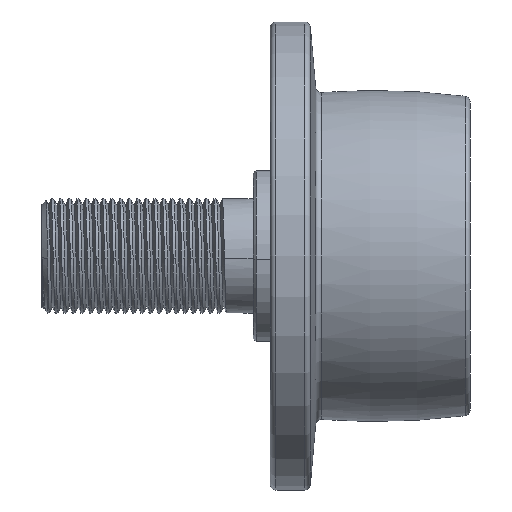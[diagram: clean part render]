
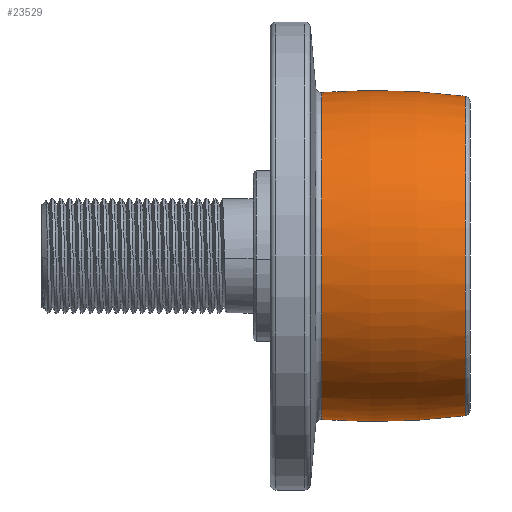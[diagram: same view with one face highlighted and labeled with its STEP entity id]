
A CAD part, front view. The second image highlights one B-rep face of the part: STEP entity #23529.
In plain terms, the highlighted toroidal (fillet/blend) face has major radius 96 mm and minor radius 125 mm.
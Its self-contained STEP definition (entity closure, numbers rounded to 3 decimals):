
#1022 = DIRECTION ( 'NONE',  ( 0., 0., -1. ) ) ;
#1267 = FACE_OUTER_BOUND ( 'NONE', #14841, .T. ) ;
#1445 = DIRECTION ( 'NONE',  ( 0., 0., 1. ) ) ;
#2382 = CARTESIAN_POINT ( 'NONE',  ( 34.127, 0., 27.988 ) ) ;
#2868 = EDGE_CURVE ( 'NONE', #12676, #3217, #22936, .T. ) ;
#3217 = VERTEX_POINT ( 'NONE', #26676 ) ;
#3246 = DIRECTION ( 'NONE',  ( -1., 0., 0. ) ) ;
#6218 = DIRECTION ( 'NONE',  ( 0., -1., 0. ) ) ;
#6745 = CARTESIAN_POINT ( 'NONE',  ( 9.02, 0., 28.659 ) ) ;
#6895 = CIRCLE ( 'NONE', #8562, 27.988 ) ;
#7684 = CARTESIAN_POINT ( 'NONE',  ( 18.25, 0., 96. ) ) ;
#8562 = AXIS2_PLACEMENT_3D ( 'NONE', #14137, #3246, #24705 ) ;
#9631 = AXIS2_PLACEMENT_3D ( 'NONE', #33316, #11842, #1445 ) ;
#10803 = CIRCLE ( 'NONE', #30159, 125. ) ;
#11842 = DIRECTION ( 'NONE',  ( -1., 0., 0. ) ) ;
#12676 = VERTEX_POINT ( 'NONE', #30998 ) ;
#13219 = DIRECTION ( 'NONE',  ( 0., 1., 0. ) ) ;
#14137 = CARTESIAN_POINT ( 'NONE',  ( 34.127, 0., 0. ) ) ;
#14454 = DIRECTION ( 'NONE',  ( -1., 0., 0. ) ) ;
#14740 = AXIS2_PLACEMENT_3D ( 'NONE', #29892, #14454, #22085 ) ;
#14841 = EDGE_LOOP ( 'NONE', ( #25653, #15439, #18430, #16721 ) ) ;
#15439 = ORIENTED_EDGE ( 'NONE', *, *, #25779, .T. ) ;
#16721 = ORIENTED_EDGE ( 'NONE', *, *, #30064, .F. ) ;
#16851 = AXIS2_PLACEMENT_3D ( 'NONE', #7684, #13219, #28799 ) ;
#16964 = VERTEX_POINT ( 'NONE', #6745 ) ;
#18430 = ORIENTED_EDGE ( 'NONE', *, *, #28452, .T. ) ;
#22085 = DIRECTION ( 'NONE',  ( 0., 0., 1. ) ) ;
#22936 = CIRCLE ( 'NONE', #16851, 125. ) ;
#23448 = TOROIDAL_SURFACE ( 'NONE', #9631, -96., 125. ) ;
#23529 = ADVANCED_FACE ( 'NONE', ( #1267 ), #23448, .T. ) ;
#24705 = DIRECTION ( 'NONE',  ( 0., 0., 1. ) ) ;
#25653 = ORIENTED_EDGE ( 'NONE', *, *, #2868, .F. ) ;
#25779 = EDGE_CURVE ( 'NONE', #12676, #30741, #6895, .T. ) ;
#26676 = CARTESIAN_POINT ( 'NONE',  ( 9.02, 0., -28.659 ) ) ;
#28155 = CARTESIAN_POINT ( 'NONE',  ( 18.25, 0., -96. ) ) ;
#28452 = EDGE_CURVE ( 'NONE', #30741, #16964, #10803, .T. ) ;
#28799 = DIRECTION ( 'NONE',  ( 0., 0., 1. ) ) ;
#29699 = CIRCLE ( 'NONE', #14740, 28.659 ) ;
#29892 = CARTESIAN_POINT ( 'NONE',  ( 9.02, 0., 0. ) ) ;
#30064 = EDGE_CURVE ( 'NONE', #3217, #16964, #29699, .T. ) ;
#30159 = AXIS2_PLACEMENT_3D ( 'NONE', #28155, #6218, #1022 ) ;
#30741 = VERTEX_POINT ( 'NONE', #2382 ) ;
#30998 = CARTESIAN_POINT ( 'NONE',  ( 34.127, 0., -27.988 ) ) ;
#33316 = CARTESIAN_POINT ( 'NONE',  ( 18.25, 0., 0. ) ) ;
